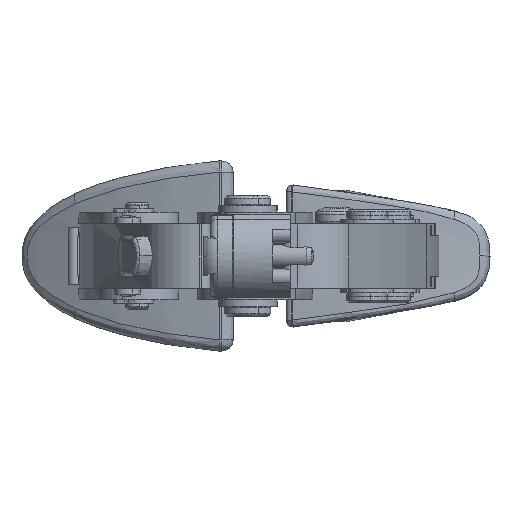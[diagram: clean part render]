
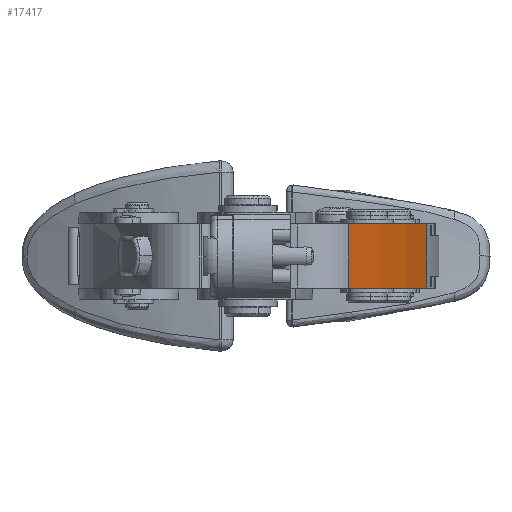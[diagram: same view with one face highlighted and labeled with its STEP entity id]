
A CAD part, left-side view. The second image highlights one B-rep face of the part: STEP entity #17417.
In plain terms, the highlighted cylindrical face has radius 136.613 mm (diameter 273.227 mm), a partial arc.
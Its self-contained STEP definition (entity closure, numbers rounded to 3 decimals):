
#17068=AXIS2_PLACEMENT_3D('Circle Axis2P3D',#17066,#17067,$) ;
#17397=AXIS2_PLACEMENT_3D('Cylinder Axis2P3D',#17394,#17395,#17396) ;
#17408=AXIS2_PLACEMENT_3D('Circle Axis2P3D',#17406,#17407,$) ;
#17063=CARTESIAN_POINT('Vertex',(7.397,24.571,22.06)) ;
#17066=CARTESIAN_POINT('Axis2P3D Location',(75.465,143.02,22.06)) ;
#17070=CARTESIAN_POINT('Vertex',(40.641,10.92,22.06)) ;
#17363=CARTESIAN_POINT('Line Origine',(40.641,10.92,16.51)) ;
#17367=CARTESIAN_POINT('Vertex',(40.641,10.92,10.96)) ;
#17394=CARTESIAN_POINT('Axis2P3D Location',(75.465,143.02,21.06)) ;
#17399=CARTESIAN_POINT('Line Origine',(7.397,24.571,21.06)) ;
#17403=CARTESIAN_POINT('Vertex',(7.397,24.571,10.96)) ;
#17406=CARTESIAN_POINT('Axis2P3D Location',(75.465,143.02,10.96)) ;
#17067=DIRECTION('Axis2P3D Direction',(0.,0.,-1.)) ;
#17364=DIRECTION('Vector Direction',(0.,0.,1.)) ;
#17395=DIRECTION('Axis2P3D Direction',(0.,0.,-1.)) ;
#17396=DIRECTION('Axis2P3D XDirection',(-0.239,-0.971,0.)) ;
#17400=DIRECTION('Vector Direction',(0.,0.,-1.)) ;
#17407=DIRECTION('Axis2P3D Direction',(0.,0.,-1.)) ;
#17365=VECTOR('Line Direction',#17364,1.) ;
#17401=VECTOR('Line Direction',#17400,1.) ;
#17412=ORIENTED_EDGE('',*,*,#17369,.F.) ;
#17413=ORIENTED_EDGE('',*,*,#17072,.T.) ;
#17414=ORIENTED_EDGE('',*,*,#17405,.T.) ;
#17415=ORIENTED_EDGE('',*,*,#17410,.F.) ;
#17417=ADVANCED_FACE('Hauptk\X2\00F6\X0\rper',(#17416),#17398,.T.) ;
#17069=CIRCLE('generated circle',#17068,136.614) ;
#17409=CIRCLE('generated circle',#17408,136.614) ;
#17398=CYLINDRICAL_SURFACE('generated cylinder',#17397,136.614) ;
#17072=EDGE_CURVE('',#17071,#17064,#17069,.T.) ;
#17369=EDGE_CURVE('',#17071,#17368,#17366,.F.) ;
#17405=EDGE_CURVE('',#17064,#17404,#17402,.T.) ;
#17410=EDGE_CURVE('',#17368,#17404,#17409,.T.) ;
#17411=EDGE_LOOP('',(#17412,#17413,#17414,#17415)) ;
#17416=FACE_OUTER_BOUND('',#17411,.T.) ;
#17366=LINE('Line',#17363,#17365) ;
#17402=LINE('Line',#17399,#17401) ;
#17064=VERTEX_POINT('',#17063) ;
#17071=VERTEX_POINT('',#17070) ;
#17368=VERTEX_POINT('',#17367) ;
#17404=VERTEX_POINT('',#17403) ;
